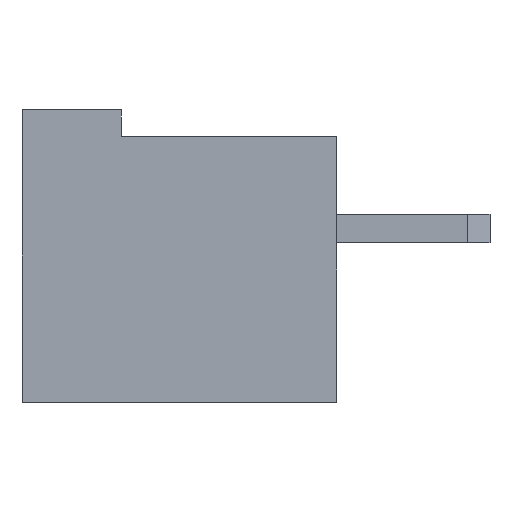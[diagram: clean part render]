
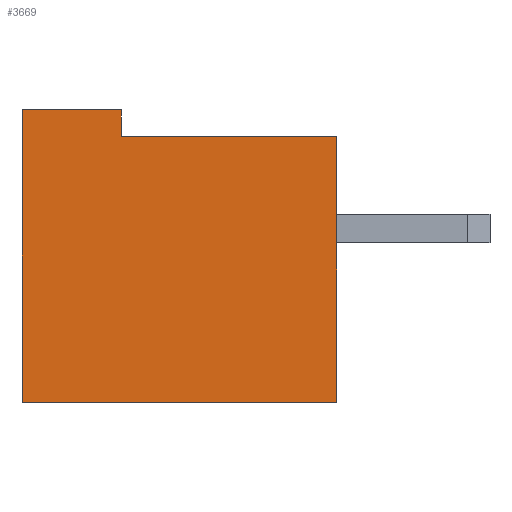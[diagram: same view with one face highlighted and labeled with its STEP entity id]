
A CAD part, left-side view. The second image highlights one B-rep face of the part: STEP entity #3669.
In plain terms, the highlighted planar face has unit normal (-1, 0, 0).
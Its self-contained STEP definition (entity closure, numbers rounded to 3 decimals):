
#25=DIRECTION('',(0.,-1.,0.));
#26=VECTOR('',#25,7.);
#27=CARTESIAN_POINT('',(-8.73,3.5,-2.95));
#28=LINE('',#27,#26);
#121=DIRECTION('',(0.,0.,1.));
#122=VECTOR('',#121,5.9);
#123=CARTESIAN_POINT('',(-8.73,-3.5,-2.95));
#124=LINE('',#123,#122);
#261=DIRECTION('',(0.,-1.,0.));
#262=VECTOR('',#261,4.8);
#263=CARTESIAN_POINT('',(-8.73,1.3,2.95));
#264=LINE('',#263,#262);
#1013=DIRECTION('',(0.,0.,-1.));
#1014=VECTOR('',#1013,0.6);
#1015=CARTESIAN_POINT('',(-8.73,1.3,3.55));
#1016=LINE('',#1015,#1014);
#1037=DIRECTION('',(0.,0.,1.));
#1038=VECTOR('',#1037,6.5);
#1039=CARTESIAN_POINT('',(-8.73,3.5,-2.95));
#1040=LINE('',#1039,#1038);
#1041=DIRECTION('',(0.,-1.,0.));
#1042=VECTOR('',#1041,2.2);
#1043=CARTESIAN_POINT('',(-8.73,3.5,3.55));
#1044=LINE('',#1043,#1042);
#1841=CARTESIAN_POINT('',(-8.73,3.5,-2.95));
#1842=CARTESIAN_POINT('',(-8.73,-3.5,-2.95));
#1843=VERTEX_POINT('',#1841);
#1844=VERTEX_POINT('',#1842);
#1849=CARTESIAN_POINT('',(-8.73,-3.5,2.95));
#1850=VERTEX_POINT('',#1849);
#1858=CARTESIAN_POINT('',(-8.73,3.5,3.55));
#1860=VERTEX_POINT('',#1858);
#1866=CARTESIAN_POINT('',(-8.73,1.3,3.55));
#1868=VERTEX_POINT('',#1866);
#1873=CARTESIAN_POINT('',(-8.73,1.3,2.95));
#1875=VERTEX_POINT('',#1873);
#3655=CARTESIAN_POINT('',(-8.73,3.5,-2.95));
#3656=DIRECTION('',(-1.,0.,0.));
#3657=DIRECTION('',(0.,-1.,0.));
#3658=AXIS2_PLACEMENT_3D('',#3655,#3656,#3657);
#3659=PLANE('',#3658);
#3660=ORIENTED_EDGE('',*,*,#3379,.T.);
#3662=ORIENTED_EDGE('',*,*,#3661,.T.);
#3663=ORIENTED_EDGE('',*,*,#3632,.T.);
#3664=ORIENTED_EDGE('',*,*,#2687,.T.);
#3665=ORIENTED_EDGE('',*,*,#2536,.F.);
#3666=ORIENTED_EDGE('',*,*,#2466,.F.);
#3667=EDGE_LOOP('',(#3660,#3662,#3663,#3664,#3665,#3666));
#3668=FACE_OUTER_BOUND('',#3667,.F.);
#3669=ADVANCED_FACE('',(#3668),#3659,.T.);
#2466=EDGE_CURVE('',#1843,#1844,#28,.T.);
#2536=EDGE_CURVE('',#1844,#1850,#124,.T.);
#2687=EDGE_CURVE('',#1875,#1850,#264,.T.);
#3379=EDGE_CURVE('',#1843,#1860,#1040,.T.);
#3632=EDGE_CURVE('',#1868,#1875,#1016,.T.);
#3661=EDGE_CURVE('',#1860,#1868,#1044,.T.);
